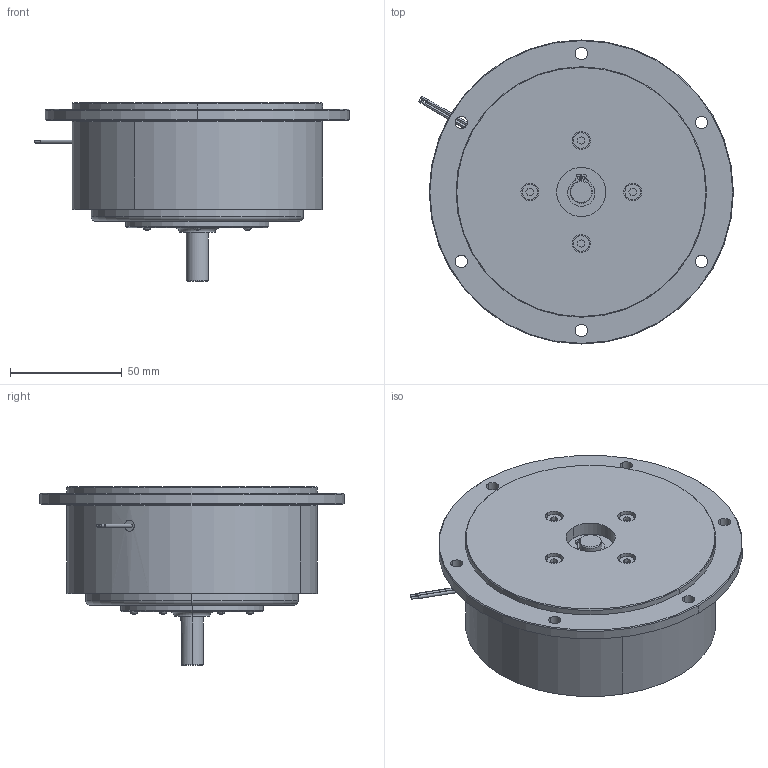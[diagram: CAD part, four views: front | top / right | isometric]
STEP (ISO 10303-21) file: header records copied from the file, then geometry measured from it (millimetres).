
FILE_DESCRIPTION (( 'STEP AP203' ), '1' );
FILE_NAME ('HB10.STEP', '2018-11-09T01:26:58', ( 'test' ), ( 'Microsoft' ), 'SwSTEP 2.0', 'SolidWorks 2018', '' );
FILE_SCHEMA (( 'CONFIG_CONTROL_DESIGN' ));
Length unit declared in the file: millimetre
Products named in the file (1): HB10
Bounding box: 140.75 x 136 x 80 mm (x, y, z)
Volume: 532802.4 mm3; surface area: 60741.2 mm2
Topology: 1 solids, 1 shells, 247 faces, 611 edges, 401 vertices
Faces by surface type: cylinder 147, plane 65, cone 19, sphere 12, torus 4
Entity records: 7643 total; most frequent: DIRECTION 1452, CARTESIAN_POINT 1328, ORIENTED_EDGE 1222, EDGE_CURVE 611, AXIS2_PLACEMENT_3D 597, VERTEX_POINT 401, CIRCLE 349, EDGE_LOOP 294
